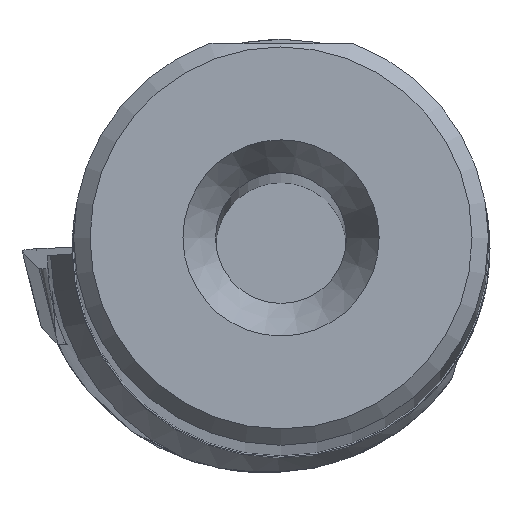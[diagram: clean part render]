
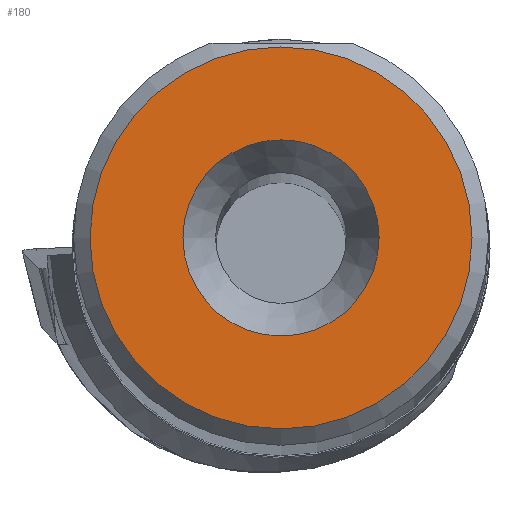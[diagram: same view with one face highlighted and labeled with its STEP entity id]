
A CAD part, top view. The second image highlights one B-rep face of the part: STEP entity #180.
In plain terms, the highlighted planar face has unit normal (0, 0, 1).
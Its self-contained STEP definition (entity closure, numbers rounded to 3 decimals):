
#180=ADVANCED_FACE('',(#348,#349),#210,.T.);
#210=PLANE('',#937);
#348=FACE_BOUND('',#392,.T.);
#349=FACE_BOUND('',#393,.T.);
#392=EDGE_LOOP('',(#524));
#393=EDGE_LOOP('',(#525));
#524=ORIENTED_EDGE('',*,*,#754,.F.);
#525=ORIENTED_EDGE('',*,*,#748,.T.);
#664=VERTEX_POINT('',#1482);
#669=VERTEX_POINT('',#1498);
#748=EDGE_CURVE('',#664,#664,#801,.T.);
#754=EDGE_CURVE('',#669,#669,#804,.T.);
#801=CIRCLE('',#931,5.843);
#804=CIRCLE('',#936,3.);
#931=AXIS2_PLACEMENT_3D('',#1481,#1094,#1095);
#936=AXIS2_PLACEMENT_3D('',#1497,#1106,#1107);
#937=AXIS2_PLACEMENT_3D('',#1499,#1108,#1109);
#1094=DIRECTION('',(0.,0.,1.));
#1095=DIRECTION('',(1.,0.,0.));
#1106=DIRECTION('',(0.,0.,1.));
#1107=DIRECTION('',(1.,0.,0.));
#1108=DIRECTION('',(0.,0.,1.));
#1109=DIRECTION('',(1.,0.,0.));
#1481=CARTESIAN_POINT('',(0.,0.,0.));
#1482=CARTESIAN_POINT('',(5.843,0.,0.));
#1497=CARTESIAN_POINT('',(0.,0.,0.));
#1498=CARTESIAN_POINT('',(3.,0.,0.));
#1499=CARTESIAN_POINT('',(0.,0.,0.));
